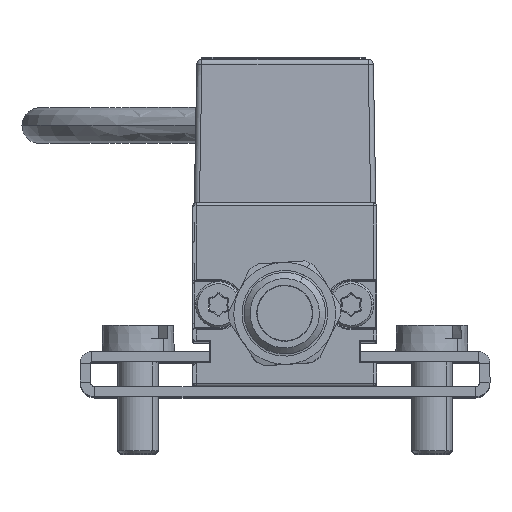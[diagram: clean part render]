
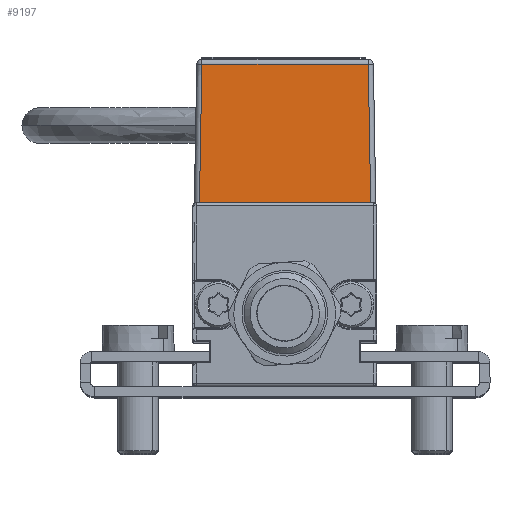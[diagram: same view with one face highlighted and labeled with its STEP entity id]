
A CAD part, top view. The second image highlights one B-rep face of the part: STEP entity #9197.
In plain terms, the highlighted planar face has unit normal (0, 0.018, 1).
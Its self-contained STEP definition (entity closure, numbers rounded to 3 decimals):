
#128 = AXIS2_PLACEMENT_3D ( 'NONE', #10749, #25237, #12866 ) ;
#625 = VERTEX_POINT ( 'NONE', #18645 ) ;
#2536 = VERTEX_POINT ( 'NONE', #24481 ) ;
#3315 = VECTOR ( 'NONE', #4027, 1000. ) ;
#3817 = EDGE_CURVE ( 'NONE', #625, #2536, #10503, .T. ) ;
#4027 = DIRECTION ( 'NONE',  ( -0.017, -1., 0.017 ) ) ;
#4855 = VECTOR ( 'NONE', #20939, 1000. ) ;
#5020 = EDGE_CURVE ( 'NONE', #2536, #25417, #9040, .T. ) ;
#7847 = ORIENTED_EDGE ( 'NONE', *, *, #23454, .T. ) ;
#8369 = VERTEX_POINT ( 'NONE', #17568 ) ;
#8644 = DIRECTION ( 'NONE',  ( -1., 0., 0. ) ) ;
#9040 = LINE ( 'NONE', #21126, #13968 ) ;
#9165 = VECTOR ( 'NONE', #26285, 1000. ) ;
#9197 = ADVANCED_FACE ( 'NONE', ( #13534 ), #12782, .T. ) ;
#9568 = ORIENTED_EDGE ( 'NONE', *, *, #19946, .T. ) ;
#10280 = CARTESIAN_POINT ( 'NONE',  ( -8.129, 31.583, 107.771 ) ) ;
#10503 = LINE ( 'NONE', #27078, #4855 ) ;
#10749 = CARTESIAN_POINT ( 'NONE',  ( -8.868, 18., 108.009 ) ) ;
#12782 = PLANE ( 'NONE',  #128 ) ;
#12866 = DIRECTION ( 'NONE',  ( 0., -1., 0.017 ) ) ;
#13534 = FACE_OUTER_BOUND ( 'NONE', #16349, .T. ) ;
#13968 = VECTOR ( 'NONE', #8644, 1000. ) ;
#14491 = LINE ( 'NONE', #22766, #3315 ) ;
#14879 = ORIENTED_EDGE ( 'NONE', *, *, #3817, .T. ) ;
#16349 = EDGE_LOOP ( 'NONE', ( #14879, #22760, #9568, #7847 ) ) ;
#17568 = CARTESIAN_POINT ( 'NONE',  ( -8.366, 18., 108.009 ) ) ;
#18645 = CARTESIAN_POINT ( 'NONE',  ( 8.426, 18., 108.009 ) ) ;
#19946 = EDGE_CURVE ( 'NONE', #25417, #8369, #14491, .T. ) ;
#20097 = CARTESIAN_POINT ( 'NONE',  ( -8.868, 18., 108.009 ) ) ;
#20231 = LINE ( 'NONE', #20097, #9165 ) ;
#20939 = DIRECTION ( 'NONE',  ( -0.017, 1., -0.017 ) ) ;
#21126 = CARTESIAN_POINT ( 'NONE',  ( -8.868, 31.583, 107.771 ) ) ;
#22760 = ORIENTED_EDGE ( 'NONE', *, *, #5020, .T. ) ;
#22766 = CARTESIAN_POINT ( 'NONE',  ( -8.366, 17.991, 108.009 ) ) ;
#23454 = EDGE_CURVE ( 'NONE', #8369, #625, #20231, .T. ) ;
#24481 = CARTESIAN_POINT ( 'NONE',  ( 8.189, 31.583, 107.771 ) ) ;
#25237 = DIRECTION ( 'NONE',  ( 0., 0.017, 1. ) ) ;
#25417 = VERTEX_POINT ( 'NONE', #10280 ) ;
#26285 = DIRECTION ( 'NONE',  ( 1., 0., 0. ) ) ;
#27078 = CARTESIAN_POINT ( 'NONE',  ( 8.421, 18.302, 108.003 ) ) ;
